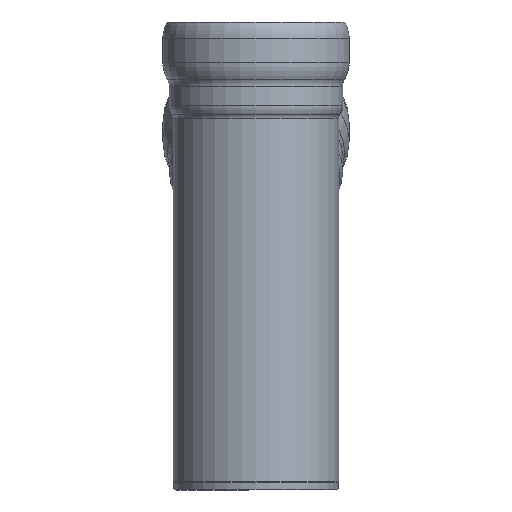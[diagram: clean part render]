
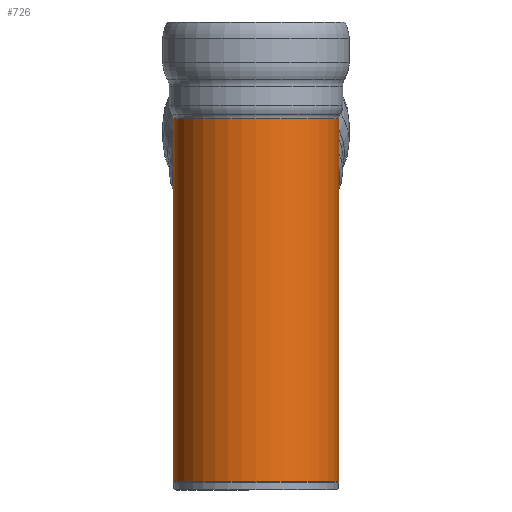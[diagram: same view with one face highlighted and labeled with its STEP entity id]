
A CAD part, left-side view. The second image highlights one B-rep face of the part: STEP entity #726.
In plain terms, the highlighted cylindrical face has radius 1095 mm (diameter 2190 mm), a full revolution.
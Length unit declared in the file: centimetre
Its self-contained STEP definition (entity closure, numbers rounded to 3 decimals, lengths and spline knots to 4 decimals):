
#34=ELLIPSE('',#778,118.5219,109.5);
#35=ELLIPSE('',#779,286.1373,109.5);
#36=ELLIPSE('',#782,286.1373,109.5);
#37=ELLIPSE('',#783,118.5219,109.5);
#48=LINE('',#1235,#68);
#49=LINE('',#1241,#69);
#68=VECTOR('',#930,109.5);
#69=VECTOR('',#935,109.5);
#88=CYLINDRICAL_SURFACE('',#777,109.5);
#101=FACE_OUTER_BOUND('',#144,.T.);
#144=EDGE_LOOP('',(#473,#474,#475,#476,#477,#478,#479,#480,#481,#482,#483,
#484));
#191=CIRCLE('',#774,109.5);
#192=CIRCLE('',#775,109.5);
#194=CIRCLE('',#780,109.5);
#195=CIRCLE('',#781,109.5);
#275=VERTEX_POINT('',#1227);
#276=VERTEX_POINT('',#1229);
#277=VERTEX_POINT('',#1234);
#278=VERTEX_POINT('',#1236);
#279=VERTEX_POINT('',#1238);
#280=VERTEX_POINT('',#1240);
#281=VERTEX_POINT('',#1242);
#282=VERTEX_POINT('',#1245);
#351=EDGE_CURVE('',#275,#276,#191,.T.);
#352=EDGE_CURVE('',#276,#275,#192,.T.);
#354=EDGE_CURVE('',#276,#277,#48,.T.);
#355=EDGE_CURVE('',#277,#278,#34,.T.);
#356=EDGE_CURVE('',#278,#279,#35,.T.);
#357=EDGE_CURVE('',#279,#280,#49,.T.);
#358=EDGE_CURVE('',#280,#281,#194,.T.);
#359=EDGE_CURVE('',#281,#280,#195,.T.);
#360=EDGE_CURVE('',#279,#282,#36,.T.);
#361=EDGE_CURVE('',#282,#277,#37,.T.);
#473=ORIENTED_EDGE('',*,*,#351,.F.);
#474=ORIENTED_EDGE('',*,*,#352,.F.);
#475=ORIENTED_EDGE('',*,*,#354,.T.);
#476=ORIENTED_EDGE('',*,*,#355,.T.);
#477=ORIENTED_EDGE('',*,*,#356,.T.);
#478=ORIENTED_EDGE('',*,*,#357,.T.);
#479=ORIENTED_EDGE('',*,*,#358,.T.);
#480=ORIENTED_EDGE('',*,*,#359,.T.);
#481=ORIENTED_EDGE('',*,*,#357,.F.);
#482=ORIENTED_EDGE('',*,*,#360,.T.);
#483=ORIENTED_EDGE('',*,*,#361,.T.);
#484=ORIENTED_EDGE('',*,*,#354,.F.);
#726=ADVANCED_FACE('',(#101),#88,.T.);
#774=AXIS2_PLACEMENT_3D('',#1230,#922,#923);
#775=AXIS2_PLACEMENT_3D('',#1231,#924,#925);
#777=AXIS2_PLACEMENT_3D('',#1233,#928,#929);
#778=AXIS2_PLACEMENT_3D('',#1237,#931,#932);
#779=AXIS2_PLACEMENT_3D('',#1239,#933,#934);
#780=AXIS2_PLACEMENT_3D('',#1243,#936,#937);
#781=AXIS2_PLACEMENT_3D('',#1244,#938,#939);
#782=AXIS2_PLACEMENT_3D('',#1246,#940,#941);
#783=AXIS2_PLACEMENT_3D('',#1247,#942,#943);
#922=DIRECTION('center_axis',(0.,0.,-1.));
#923=DIRECTION('ref_axis',(1.,0.,0.));
#924=DIRECTION('center_axis',(0.,0.,-1.));
#925=DIRECTION('ref_axis',(1.,0.,0.));
#928=DIRECTION('center_axis',(0.,0.,-1.));
#929=DIRECTION('ref_axis',(-1.,0.,0.));
#930=DIRECTION('',(0.,0.,1.));
#931=DIRECTION('center_axis',(-0.383,0.,
-0.924));
#932=DIRECTION('ref_axis',(-0.924,0.,0.383));
#933=DIRECTION('center_axis',(-0.924,0.,0.383));
#934=DIRECTION('ref_axis',(-0.383,0.,-0.924));
#935=DIRECTION('',(0.,0.,1.));
#936=DIRECTION('center_axis',(0.,0.,-1.));
#937=DIRECTION('ref_axis',(1.,0.,0.));
#938=DIRECTION('center_axis',(0.,0.,-1.));
#939=DIRECTION('ref_axis',(1.,0.,0.));
#940=DIRECTION('center_axis',(-0.924,0.,0.383));
#941=DIRECTION('ref_axis',(-0.383,0.,-0.924));
#942=DIRECTION('center_axis',(-0.383,0.,
-0.924));
#943=DIRECTION('ref_axis',(-0.924,0.,0.383));
#1227=CARTESIAN_POINT('',(0.,-109.5,10.6505));
#1229=CARTESIAN_POINT('',(109.5,0.,10.6505));
#1230=CARTESIAN_POINT('Origin',(0.,0.,10.6505));
#1231=CARTESIAN_POINT('Origin',(0.,0.,10.6505));
#1233=CARTESIAN_POINT('Origin',(0.,0.,250.8499));
#1234=CARTESIAN_POINT('',(109.5,0.,144.6436));
#1235=CARTESIAN_POINT('',(109.5,0.,250.8499));
#1236=CARTESIAN_POINT('',(0.,-109.5,190.));
#1237=CARTESIAN_POINT('Origin',(0.,0.,190.));
#1238=CARTESIAN_POINT('',(109.5,0.,454.3564));
#1239=CARTESIAN_POINT('Origin',(0.,0.,190.));
#1240=CARTESIAN_POINT('',(109.5,0.,491.6999));
#1241=CARTESIAN_POINT('',(109.5,0.,250.8499));
#1242=CARTESIAN_POINT('',(0.,-109.5,491.6999));
#1243=CARTESIAN_POINT('Origin',(0.,0.,491.6999));
#1244=CARTESIAN_POINT('Origin',(0.,0.,491.6999));
#1245=CARTESIAN_POINT('',(0.,109.5,190.));
#1246=CARTESIAN_POINT('Origin',(0.,0.,190.));
#1247=CARTESIAN_POINT('Origin',(0.,0.,190.));
